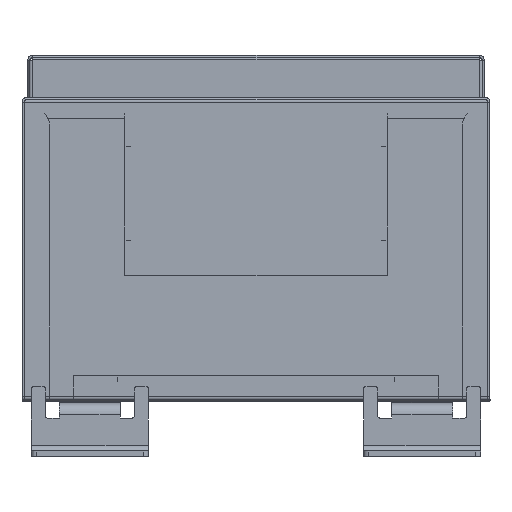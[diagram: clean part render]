
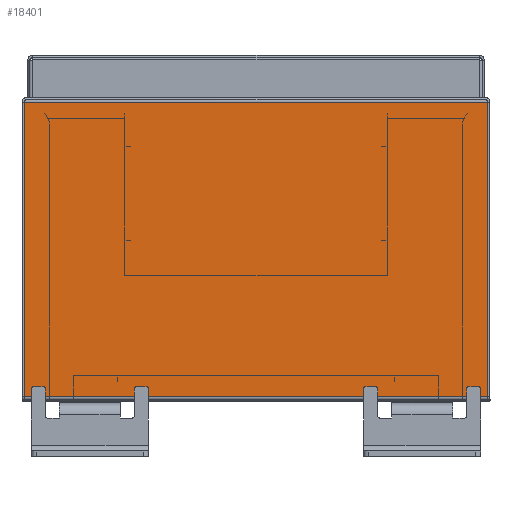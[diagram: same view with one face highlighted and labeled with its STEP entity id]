
A CAD part, left-side view. The second image highlights one B-rep face of the part: STEP entity #18401.
In plain terms, the highlighted planar face has unit normal (-1, 0, 0).
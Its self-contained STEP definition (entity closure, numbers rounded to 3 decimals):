
#1101 = CARTESIAN_POINT ( 'NONE',  ( -250., 100., 1. ) ) ;
#2358 = EDGE_LOOP ( 'NONE', ( #26085, #18647, #11983, #15750 ) ) ;
#3989 = LINE ( 'NONE', #5998, #6805 ) ;
#4161 = VECTOR ( 'NONE', #16154, 1000. ) ;
#4233 = VERTEX_POINT ( 'NONE', #21452 ) ;
#4827 = DIRECTION ( 'NONE',  ( 0., 0., -1. ) ) ;
#5154 = CARTESIAN_POINT ( 'NONE',  ( -250., -100., 127. ) ) ;
#5201 = EDGE_CURVE ( 'NONE', #5943, #5830, #11724, .T. ) ;
#5830 = VERTEX_POINT ( 'NONE', #13072 ) ;
#5943 = VERTEX_POINT ( 'NONE', #6939 ) ;
#5998 = CARTESIAN_POINT ( 'NONE',  ( -250., 100., 1. ) ) ;
#6168 = EDGE_CURVE ( 'NONE', #5943, #18532, #3989, .T. ) ;
#6805 = VECTOR ( 'NONE', #25904, 1000. ) ;
#6939 = CARTESIAN_POINT ( 'NONE',  ( -250., -100., 1. ) ) ;
#7355 = PLANE ( 'NONE',  #15545 ) ;
#8823 = CARTESIAN_POINT ( 'NONE',  ( -250., 100., 0. ) ) ;
#9356 = CARTESIAN_POINT ( 'NONE',  ( -250., 0., 0. ) ) ;
#11093 = DIRECTION ( 'NONE',  ( 1., 0., 0. ) ) ;
#11724 = LINE ( 'NONE', #18009, #4161 ) ;
#11983 = ORIENTED_EDGE ( 'NONE', *, *, #6168, .F. ) ;
#11987 = EDGE_CURVE ( 'NONE', #4233, #18532, #24111, .T. ) ;
#13072 = CARTESIAN_POINT ( 'NONE',  ( -250., -100., 127. ) ) ;
#13294 = DIRECTION ( 'NONE',  ( 0., 1., 0. ) ) ;
#14072 = DIRECTION ( 'NONE',  ( 0., 0., -1. ) ) ;
#15067 = VECTOR ( 'NONE', #13294, 1000. ) ;
#15545 = AXIS2_PLACEMENT_3D ( 'NONE', #9356, #11093, #4827 ) ;
#15750 = ORIENTED_EDGE ( 'NONE', *, *, #5201, .T. ) ;
#16154 = DIRECTION ( 'NONE',  ( 0., 0., 1. ) ) ;
#17090 = VECTOR ( 'NONE', #14072, 1000. ) ;
#17515 = EDGE_CURVE ( 'NONE', #5830, #4233, #23463, .T. ) ;
#18009 = CARTESIAN_POINT ( 'NONE',  ( -250., -100., 0. ) ) ;
#18401 = ADVANCED_FACE ( 'NONE', ( #19130 ), #7355, .F. ) ;
#18532 = VERTEX_POINT ( 'NONE', #1101 ) ;
#18647 = ORIENTED_EDGE ( 'NONE', *, *, #11987, .T. ) ;
#19130 = FACE_OUTER_BOUND ( 'NONE', #2358, .T. ) ;
#21452 = CARTESIAN_POINT ( 'NONE',  ( -250., 100., 127. ) ) ;
#23463 = LINE ( 'NONE', #5154, #15067 ) ;
#24111 = LINE ( 'NONE', #8823, #17090 ) ;
#25904 = DIRECTION ( 'NONE',  ( 0., 1., 0. ) ) ;
#26085 = ORIENTED_EDGE ( 'NONE', *, *, #17515, .T. ) ;
